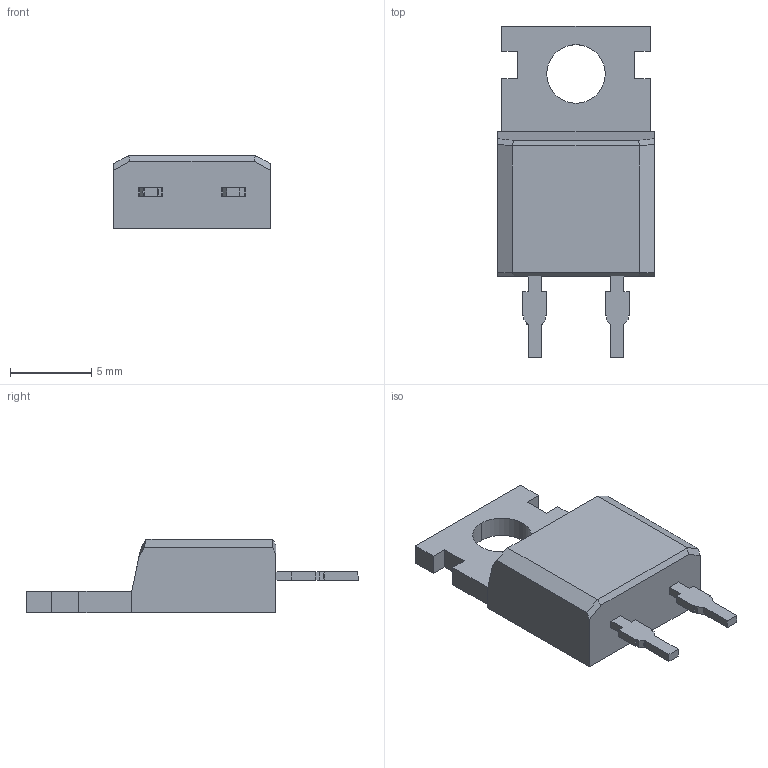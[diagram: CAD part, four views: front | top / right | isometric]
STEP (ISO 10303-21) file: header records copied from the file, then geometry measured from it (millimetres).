
FILE_DESCRIPTION (( 'STEP AP214' ), '1' );
FILE_NAME ('TO220-2-Standing.STEP', '2019-05-22T10:58:04', ( '' ), ( '' ), 'SwSTEP 2.0', 'SolidWorks 2018', '' );
FILE_SCHEMA (( 'AUTOMOTIVE_DESIGN' ));
Length unit declared in the file: millimetre
Products named in the file (2): TO220-2-Standing; TO220-2
Assembly tree (1 placements, depth 2):
  TO220-2-Standing
    TO220-2
Bounding box: 9.65 x 20.43 x 4.5 mm (x, y, z)
Volume: 435.7 mm3; surface area: 481.5 mm2
Topology: 1 solids, 1 shells, 69 faces, 183 edges, 118 vertices
Faces by surface type: plane 64, cylinder 5
Entity records: 2884 total; most frequent: CARTESIAN_POINT 383, ORIENTED_EDGE 366, DIRECTION 333, EDGE_CURVE 183, VECTOR 173, LINE 173, VERTEX_POINT 118, AXIS2_PLACEMENT_3D 80
